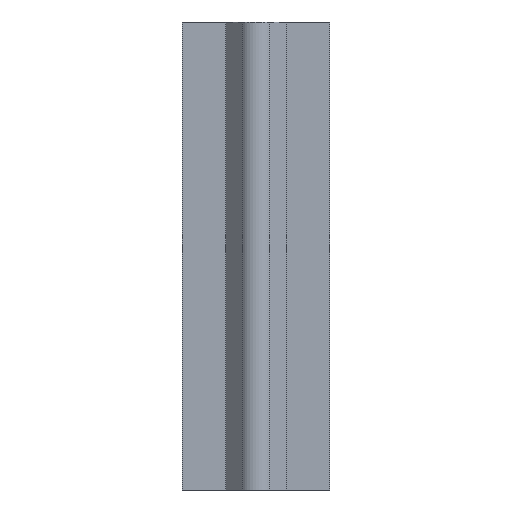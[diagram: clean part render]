
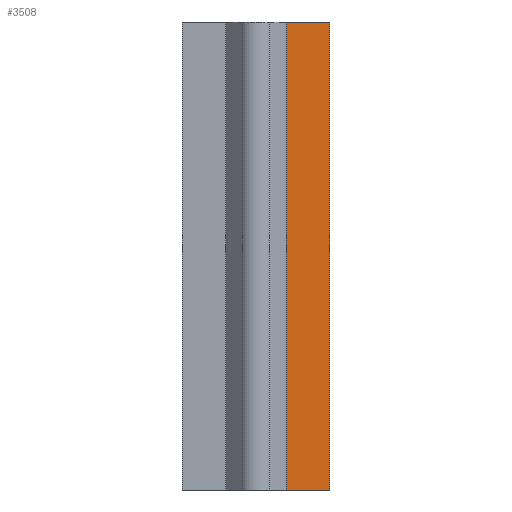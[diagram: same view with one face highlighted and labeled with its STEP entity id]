
A CAD part, front view. The second image highlights one B-rep face of the part: STEP entity #3508.
In plain terms, the highlighted planar face has unit normal (0, -1, 0).
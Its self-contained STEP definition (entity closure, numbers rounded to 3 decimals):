
#400=DIRECTION('',(1.,0.,0.));
#401=VECTOR('',#400,11.25);
#402=CARTESIAN_POINT('',(75.735,61.469,0.));
#403=LINE('',#402,#401);
#1379=DIRECTION('',(0.,0.,1.));
#1380=VECTOR('',#1379,100.);
#1381=CARTESIAN_POINT('',(86.985,61.469,0.));
#1382=LINE('',#1381,#1380);
#1386=DIRECTION('',(0.,0.,1.));
#1387=VECTOR('',#1386,100.);
#1388=CARTESIAN_POINT('',(75.735,61.469,0.));
#1389=LINE('',#1388,#1387);
#1951=DIRECTION('',(1.,0.,0.));
#1952=VECTOR('',#1951,11.25);
#1953=CARTESIAN_POINT('',(75.735,61.469,100.));
#1954=LINE('',#1953,#1952);
#2100=CARTESIAN_POINT('',(75.735,61.469,0.));
#2101=VERTEX_POINT('',#2100);
#2102=CARTESIAN_POINT('',(86.985,61.469,0.));
#2103=VERTEX_POINT('',#2102);
#2260=CARTESIAN_POINT('',(75.735,61.469,100.));
#2261=VERTEX_POINT('',#2260);
#2262=CARTESIAN_POINT('',(86.985,61.469,100.));
#2263=VERTEX_POINT('',#2262);
#3495=CARTESIAN_POINT('',(75.735,61.469,0.));
#3496=DIRECTION('',(0.,-1.,0.));
#3497=DIRECTION('',(1.,0.,0.));
#3498=AXIS2_PLACEMENT_3D('',#3495,#3496,#3497);
#3499=PLANE('',#3498);
#3500=ORIENTED_EDGE('',*,*,#2425,.F.);
#3502=ORIENTED_EDGE('',*,*,#3501,.T.);
#3504=ORIENTED_EDGE('',*,*,#3503,.T.);
#3505=ORIENTED_EDGE('',*,*,#3487,.F.);
#3506=EDGE_LOOP('',(#3500,#3502,#3504,#3505));
#3507=FACE_OUTER_BOUND('',#3506,.F.);
#2425=EDGE_CURVE('',#2101,#2103,#403,.T.);
#3487=EDGE_CURVE('',#2103,#2263,#1382,.T.);
#3501=EDGE_CURVE('',#2101,#2261,#1389,.T.);
#3503=EDGE_CURVE('',#2261,#2263,#1954,.T.);
#3508=ADVANCED_FACE('',(#3507),#3499,.T.);
